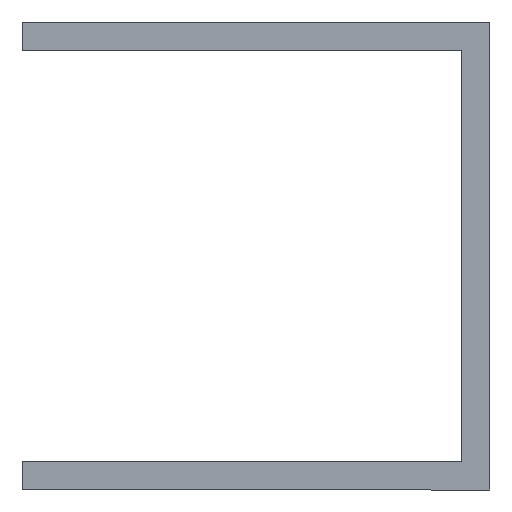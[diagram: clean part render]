
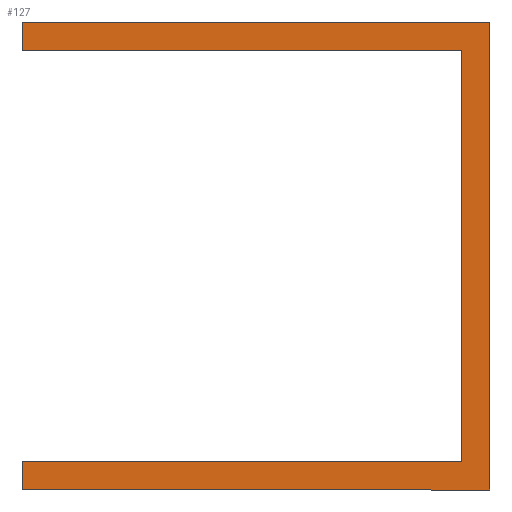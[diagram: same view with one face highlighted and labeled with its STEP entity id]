
A CAD part, front view. The second image highlights one B-rep face of the part: STEP entity #127.
In plain terms, the highlighted planar face has unit normal (0, -1, 0).
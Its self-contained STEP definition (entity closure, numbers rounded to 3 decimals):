
#3 = ORIENTED_EDGE ( 'NONE', *, *, #1032, .F. ) ;
#18 = ORIENTED_EDGE ( 'NONE', *, *, #841, .F. ) ;
#49 = AXIS2_PLACEMENT_3D ( 'NONE', #625, #1044, #387 ) ;
#63 = VERTEX_POINT ( 'NONE', #463 ) ;
#72 = LINE ( 'NONE', #145, #211 ) ;
#121 = DIRECTION ( 'NONE',  ( 0., 0., 1. ) ) ;
#127 = ADVANCED_FACE ( 'NONE', ( #785 ), #379, .T. ) ;
#128 = EDGE_CURVE ( 'NONE', #700, #1009, #1004, .T. ) ;
#145 = CARTESIAN_POINT ( 'NONE',  ( 25., 0., 25. ) ) ;
#152 = VECTOR ( 'NONE', #1077, 1000. ) ;
#211 = VECTOR ( 'NONE', #249, 1000. ) ;
#221 = CARTESIAN_POINT ( 'NONE',  ( -25., 0., -22. ) ) ;
#223 = LINE ( 'NONE', #493, #987 ) ;
#246 = DIRECTION ( 'NONE',  ( -1., 0., 0. ) ) ;
#248 = ORIENTED_EDGE ( 'NONE', *, *, #391, .F. ) ;
#249 = DIRECTION ( 'NONE',  ( 1., 0., 0. ) ) ;
#255 = EDGE_CURVE ( 'NONE', #681, #787, #572, .T. ) ;
#303 = VERTEX_POINT ( 'NONE', #416 ) ;
#314 = EDGE_CURVE ( 'NONE', #787, #303, #339, .T. ) ;
#339 = LINE ( 'NONE', #666, #1097 ) ;
#379 = PLANE ( 'NONE',  #49 ) ;
#386 = CARTESIAN_POINT ( 'NONE',  ( -25., 0., 22. ) ) ;
#387 = DIRECTION ( 'NONE',  ( 0., 0., -1. ) ) ;
#391 = EDGE_CURVE ( 'NONE', #303, #540, #72, .T. ) ;
#415 = DIRECTION ( 'NONE',  ( 1., 0., 0. ) ) ;
#416 = CARTESIAN_POINT ( 'NONE',  ( -25., 0., 25. ) ) ;
#422 = DIRECTION ( 'NONE',  ( 0., 0., 1. ) ) ;
#463 = CARTESIAN_POINT ( 'NONE',  ( 25., 0., -25. ) ) ;
#480 = VECTOR ( 'NONE', #1063, 1000. ) ;
#486 = ORIENTED_EDGE ( 'NONE', *, *, #314, .F. ) ;
#493 = CARTESIAN_POINT ( 'NONE',  ( 22., 0., 22. ) ) ;
#497 = CARTESIAN_POINT ( 'NONE',  ( -25., 0., -22. ) ) ;
#509 = LINE ( 'NONE', #748, #480 ) ;
#540 = VERTEX_POINT ( 'NONE', #788 ) ;
#559 = LINE ( 'NONE', #221, #734 ) ;
#572 = LINE ( 'NONE', #833, #152 ) ;
#625 = CARTESIAN_POINT ( 'NONE',  ( 0., 0., 0. ) ) ;
#628 = ORIENTED_EDGE ( 'NONE', *, *, #128, .F. ) ;
#666 = CARTESIAN_POINT ( 'NONE',  ( -25., 0., 25. ) ) ;
#669 = ORIENTED_EDGE ( 'NONE', *, *, #899, .F. ) ;
#681 = VERTEX_POINT ( 'NONE', #968 ) ;
#700 = VERTEX_POINT ( 'NONE', #717 ) ;
#707 = CARTESIAN_POINT ( 'NONE',  ( -25., 0., -25. ) ) ;
#717 = CARTESIAN_POINT ( 'NONE',  ( -25., 0., -25. ) ) ;
#734 = VECTOR ( 'NONE', #415, 1000. ) ;
#748 = CARTESIAN_POINT ( 'NONE',  ( 25., 0., -25. ) ) ;
#785 = FACE_OUTER_BOUND ( 'NONE', #1076, .T. ) ;
#787 = VERTEX_POINT ( 'NONE', #386 ) ;
#788 = CARTESIAN_POINT ( 'NONE',  ( 25., 0., 25. ) ) ;
#799 = ORIENTED_EDGE ( 'NONE', *, *, #255, .F. ) ;
#833 = CARTESIAN_POINT ( 'NONE',  ( -25., 0., 22. ) ) ;
#841 = EDGE_CURVE ( 'NONE', #540, #63, #509, .T. ) ;
#899 = EDGE_CURVE ( 'NONE', #1009, #1038, #559, .T. ) ;
#906 = ORIENTED_EDGE ( 'NONE', *, *, #908, .F. ) ;
#908 = EDGE_CURVE ( 'NONE', #1038, #681, #223, .T. ) ;
#934 = CARTESIAN_POINT ( 'NONE',  ( 25., 0., -25. ) ) ;
#961 = VECTOR ( 'NONE', #246, 1000. ) ;
#965 = VECTOR ( 'NONE', #121, 1000. ) ;
#968 = CARTESIAN_POINT ( 'NONE',  ( 22., 0., 22. ) ) ;
#987 = VECTOR ( 'NONE', #1080, 1000. ) ;
#1004 = LINE ( 'NONE', #707, #965 ) ;
#1009 = VERTEX_POINT ( 'NONE', #497 ) ;
#1032 = EDGE_CURVE ( 'NONE', #63, #700, #1094, .T. ) ;
#1038 = VERTEX_POINT ( 'NONE', #1087 ) ;
#1044 = DIRECTION ( 'NONE',  ( 0., -1., 0. ) ) ;
#1063 = DIRECTION ( 'NONE',  ( 0., 0., -1. ) ) ;
#1076 = EDGE_LOOP ( 'NONE', ( #486, #799, #906, #669, #628, #3, #18, #248 ) ) ;
#1077 = DIRECTION ( 'NONE',  ( -1., 0., 0. ) ) ;
#1080 = DIRECTION ( 'NONE',  ( 0., 0., 1. ) ) ;
#1087 = CARTESIAN_POINT ( 'NONE',  ( 22., 0., -22. ) ) ;
#1094 = LINE ( 'NONE', #934, #961 ) ;
#1097 = VECTOR ( 'NONE', #422, 1000. ) ;
